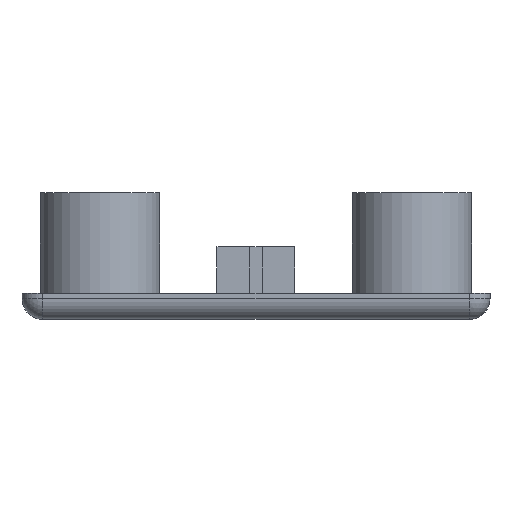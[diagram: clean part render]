
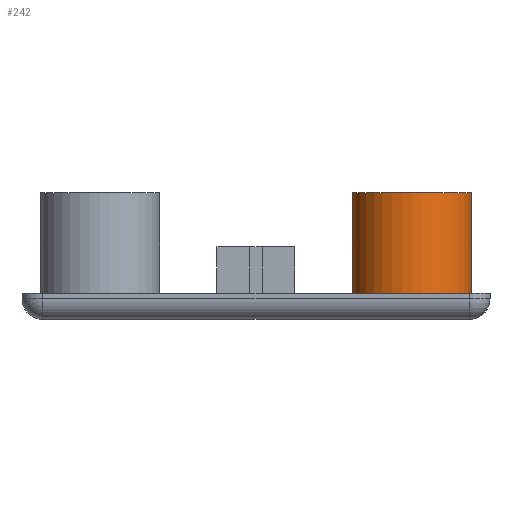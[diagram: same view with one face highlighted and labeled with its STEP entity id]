
A CAD part, front view. The second image highlights one B-rep face of the part: STEP entity #242.
In plain terms, the highlighted cylindrical face has radius 5.75 mm (diameter 11.5 mm), a full revolution.
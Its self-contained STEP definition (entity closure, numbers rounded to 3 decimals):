
#242=ADVANCED_FACE('',(#344,#345),#346,.T.);
#344=FACE_OUTER_BOUND('',#458,.T.);
#345=FACE_OUTER_BOUND('',#459,.T.);
#346=CYLINDRICAL_SURFACE('',#460,5.75);
#458=EDGE_LOOP('',(#800));
#459=EDGE_LOOP('',(#801));
#460=AXIS2_PLACEMENT_3D('',#802,#803,#804);
#800=ORIENTED_EDGE('',*,*,#870,.T.);
#801=ORIENTED_EDGE('',*,*,#983,.F.);
#802=CARTESIAN_POINT('',(15.0,-37.5,2.5));
#803=DIRECTION('',(0.0,0.0,1.0));
#804=DIRECTION('',(1.0,0.0,0.0));
#870=EDGE_CURVE('',#986,#986,#987,.T.);
#983=EDGE_CURVE('',#1174,#1174,#1175,.T.);
#986=VERTEX_POINT('',#1178);
#987=CIRCLE('',#1179,5.75);
#1174=VERTEX_POINT('',#1456);
#1175=CIRCLE('',#1457,5.75);
#1178=CARTESIAN_POINT('',(20.75,-37.5,2.5));
#1179=AXIS2_PLACEMENT_3D('',#1462,#1463,#1464);
#1456=CARTESIAN_POINT('',(20.75,-37.5,12.2));
#1457=AXIS2_PLACEMENT_3D('',#1621,#1622,#1623);
#1462=CARTESIAN_POINT('',(15.0,-37.5,2.5));
#1463=DIRECTION('',(0.0,0.0,1.0));
#1464=DIRECTION('',(1.0,0.0,0.0));
#1621=CARTESIAN_POINT('',(15.0,-37.5,12.2));
#1622=DIRECTION('',(0.0,0.0,1.0));
#1623=DIRECTION('',(1.0,0.0,0.0));
